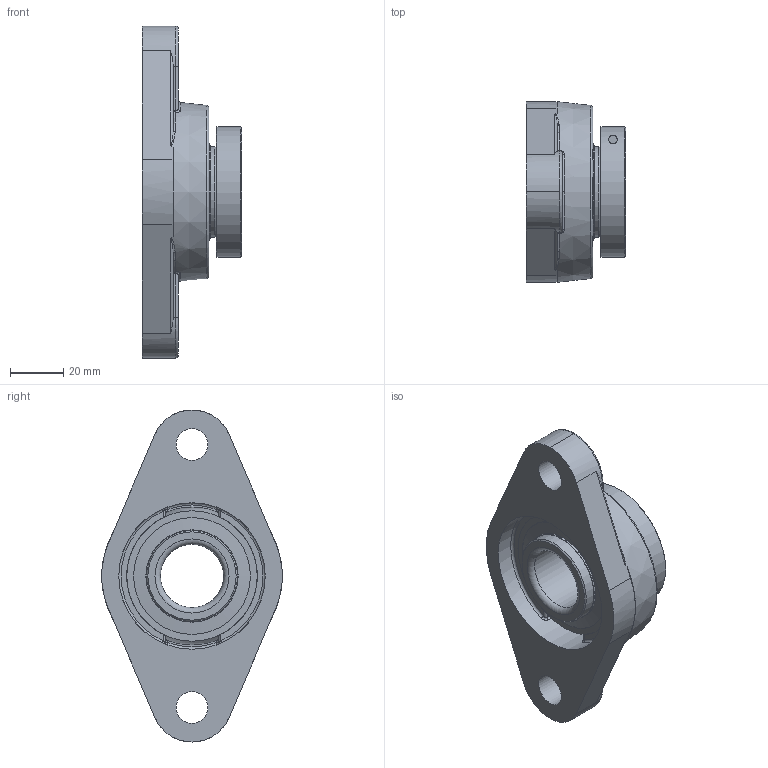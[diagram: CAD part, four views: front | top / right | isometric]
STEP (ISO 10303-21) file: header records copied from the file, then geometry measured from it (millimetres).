
FILE_DESCRIPTION(('HOOPS Exchange Step'),'2;1');
FILE_NAME('export-30CD8906-8666-4061-A9E8-BE7555ECE825.stp','2020-05-28T09:56:16-07:00',('dkerr'),('Alibre'),'HOOPS Exchange 2020.0','Alibre','Unknown authorisation');
FILE_SCHEMA( ('AP242_MANAGED_MODEL_BASED_3D_ENGINEERING_MIM_LF {1 0 10303 442 1 1 4 }') );
Length unit declared in the file: inch
Products named in the file (8): MRN SFTM L4L 205; MRN SUE 205-15 L4L (0.9375) (Race); MRN SUE 205 L4L (Ball); MRN SUE 205 L4L (Shield); MRN SUE 205 L4L (Lock Ring); MRN SUE 205 L4L (Bolt); MRN SUE 205-15 L4L (0.9375); MRN SUESFTM 205-15 L4L (0.9375inch)
Assembly tree (7 placements, depth 3):
  MRN SUESFTM 205-15 L4L (0.9375inch)
    MRN SFTM L4L 205
    MRN SUE 205-15 L4L (0.9375)
      MRN SUE 205-15 L4L (0.9375) (Race)
      MRN SUE 205 L4L (Ball)
      MRN SUE 205 L4L (Shield)
      MRN SUE 205 L4L (Lock Ring)
      MRN SUE 205 L4L (Bolt)
Bounding box: 37.3 x 68 x 125 mm (x, y, z)
Volume: 90825.3 mm3; surface area: 41379.1 mm2
Topology: 16 solids, 16 shells, 232 faces, 639 edges, 419 vertices
Faces by surface type: plane 76, cylinder 62, torus 32, cone 30, sphere 16, bspline 16
Full cylindrical faces by diameter (mm): 3.242 x2, 4 x1, 7 x1, 12 x2, 23.812 x1, 34.225 x4, 34.733 x2, 44 x4, 55.143 x1, 60.25 x1
Entity records: 16049 total; most frequent: CARTESIAN_POINT 10038, DIRECTION 1233, ORIENTED_EDGE 1228, EDGE_CURVE 614, AXIS2_PLACEMENT_3D 519, VERTEX_POINT 419, CIRCLE 280, EDGE_LOOP 255
